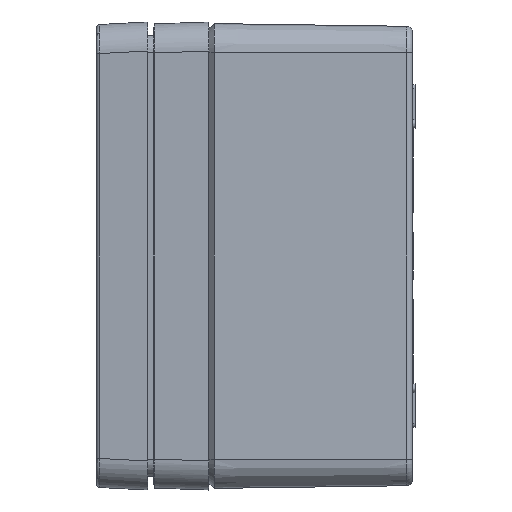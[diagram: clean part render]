
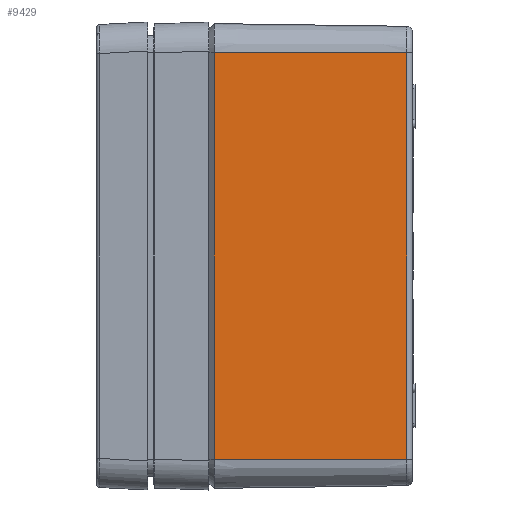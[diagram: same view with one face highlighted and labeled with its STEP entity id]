
A CAD part, left-side view. The second image highlights one B-rep face of the part: STEP entity #9429.
In plain terms, the highlighted planar face has unit normal (-1, -0.014, 0).
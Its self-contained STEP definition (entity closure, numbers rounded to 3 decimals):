
#109 = DIRECTION ( 'NONE',  ( 0., 0., -1. ) ) ;
#1825 = DIRECTION ( 'NONE',  ( -0.014, 1., 0. ) ) ;
#2293 = CARTESIAN_POINT ( 'NONE',  ( -180., 2., -70. ) ) ;
#3052 = EDGE_CURVE ( 'NONE', #17047, #44583, #28264, .T. ) ;
#3257 = CARTESIAN_POINT ( 'NONE',  ( -179.028, -68.028, -70. ) ) ;
#4672 = EDGE_LOOP ( 'NONE', ( #13602, #50424, #36482, #9905 ) ) ;
#5579 = VERTEX_POINT ( 'NONE', #32256 ) ;
#6463 = DIRECTION ( 'NONE',  ( -1., -0.014, 0. ) ) ;
#7635 = LINE ( 'NONE', #26576, #51573 ) ;
#8525 = CARTESIAN_POINT ( 'NONE',  ( -179.947, -1.8, -70. ) ) ;
#9429 = ADVANCED_FACE ( 'NONE', ( #44512 ), #27059, .T. ) ;
#9905 = ORIENTED_EDGE ( 'NONE', *, *, #42803, .T. ) ;
#13602 = ORIENTED_EDGE ( 'NONE', *, *, #20528, .F. ) ;
#14282 = AXIS2_PLACEMENT_3D ( 'NONE', #2293, #6463, #35356 ) ;
#17047 = VERTEX_POINT ( 'NONE', #3257 ) ;
#17473 = VECTOR ( 'NONE', #47716, 1000. ) ;
#18423 = VECTOR ( 'NONE', #109, 1000. ) ;
#20528 = EDGE_CURVE ( 'NONE', #17047, #29951, #38148, .T. ) ;
#25486 = DIRECTION ( 'NONE',  ( 0., 0., 1. ) ) ;
#26121 = EDGE_CURVE ( 'NONE', #44583, #5579, #7635, .T. ) ;
#26576 = CARTESIAN_POINT ( 'NONE',  ( -180., 2., 70. ) ) ;
#27059 = PLANE ( 'NONE',  #14282 ) ;
#28264 = LINE ( 'NONE', #50238, #40526 ) ;
#29951 = VERTEX_POINT ( 'NONE', #8525 ) ;
#30480 = CARTESIAN_POINT ( 'NONE',  ( -179.028, -68.028, 70. ) ) ;
#31102 = CARTESIAN_POINT ( 'NONE',  ( -180., 2., -70. ) ) ;
#32256 = CARTESIAN_POINT ( 'NONE',  ( -179.947, -1.8, 70. ) ) ;
#35356 = DIRECTION ( 'NONE',  ( 0.014, -1., 0. ) ) ;
#36482 = ORIENTED_EDGE ( 'NONE', *, *, #26121, .T. ) ;
#38148 = LINE ( 'NONE', #31102, #17473 ) ;
#40390 = LINE ( 'NONE', #49602, #18423 ) ;
#40526 = VECTOR ( 'NONE', #25486, 1000. ) ;
#42803 = EDGE_CURVE ( 'NONE', #5579, #29951, #40390, .T. ) ;
#44512 = FACE_OUTER_BOUND ( 'NONE', #4672, .T. ) ;
#44583 = VERTEX_POINT ( 'NONE', #30480 ) ;
#47716 = DIRECTION ( 'NONE',  ( -0.014, 1., 0. ) ) ;
#49602 = CARTESIAN_POINT ( 'NONE',  ( -179.947, -1.8, -70. ) ) ;
#50238 = CARTESIAN_POINT ( 'NONE',  ( -179.028, -68.028, 70. ) ) ;
#50424 = ORIENTED_EDGE ( 'NONE', *, *, #3052, .T. ) ;
#51573 = VECTOR ( 'NONE', #1825, 1000. ) ;
